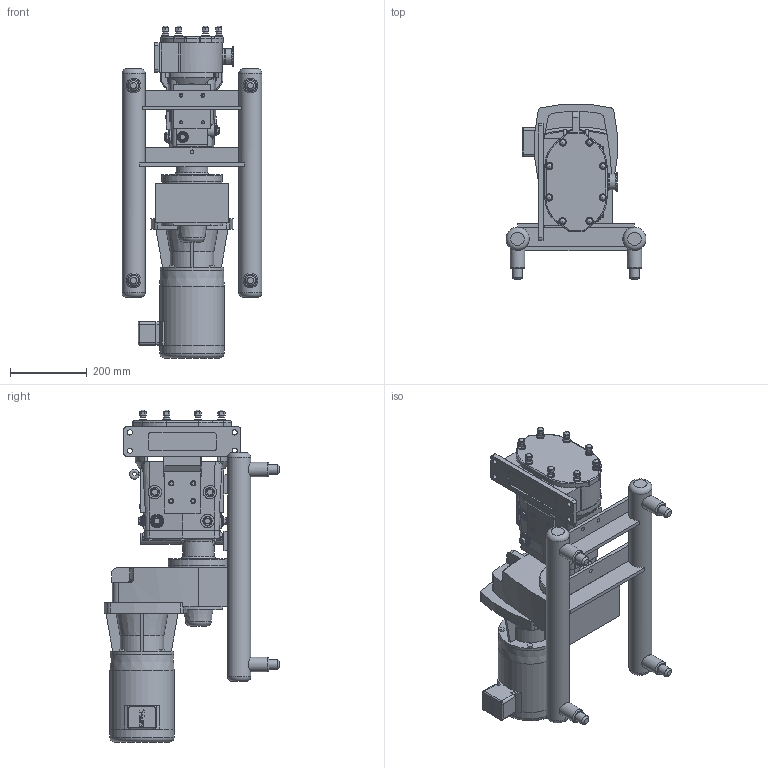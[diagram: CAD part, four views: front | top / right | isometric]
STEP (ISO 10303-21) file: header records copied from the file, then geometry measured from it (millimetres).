
FILE_DESCRIPTION(/* description */ (''),/* implementation_level */ '2;1');
FILE_NAME(/* name */ 'U3_034U3_56C_(1.87 x 6.9)x2.0_S-Line_0.5HP_LH_SM.stp',/* time_stamp */ '2021-05-24T19:12:44+06:00',/* author */ ('trtmhr'),/* organization */ (''),/* preprocessor_version */ 'ST-DEVELOPER v18.1',/* originating_system */ 'Autodesk Inventor 2020',/* authorisation */ '');
FILE_SCHEMA (('AUTOMOTIVE_DESIGN { 1 0 10303 214 3 1 1 }'));
Length unit declared in the file: inch
Products named in the file (1): U3_034U3_56C_(1.87 x 6.9)x2.0_S-Line_0.5HP_LH_SM
Bounding box: 365.12 x 458.45 x 865.89 mm (x, y, z)
Volume: 27084702.6 mm3; surface area: 1256511.1 mm2
Topology: 4 solids, 4 shells, 1017 faces, 2778 edges, 1834 vertices
Faces by surface type: plane 510, cylinder 295, torus 72, cone 68, bspline 60, sphere 12
Full cylindrical faces by diameter (mm): 7.62 x2, 7.798 x1, 7.95 x4, 10.312 x3, 13.487 x4, 14.275 x8, 15.24 x1, 19.05 x8, 23.876 x3, 25.4 x9, 29.21 x2, 31.75 x3, 35.052 x6, 38.1 x5, 41.275 x2, 42.291 x1, 50.495 x1, 82.55 x1, 158.217 x1, 158.242 x1, 165.989 x1, 167.945 x1, 167.97 x1
Entity records: 34146 total; most frequent: CARTESIAN_POINT 8060, ORIENTED_EDGE 5522, DIRECTION 5460, EDGE_CURVE 2761, AXIS2_PLACEMENT_3D 2043, VERTEX_POINT 1834, LINE 1374, VECTOR 1374
